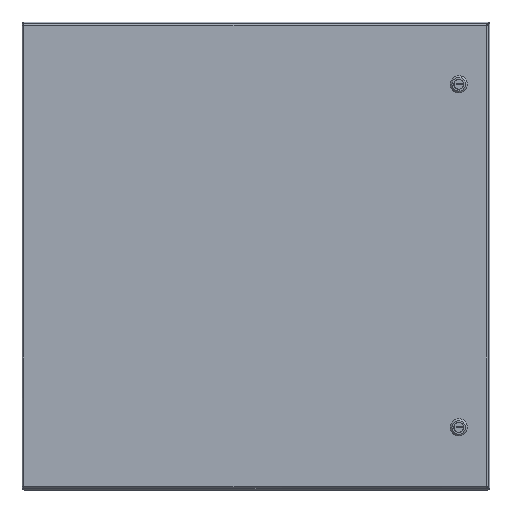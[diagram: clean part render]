
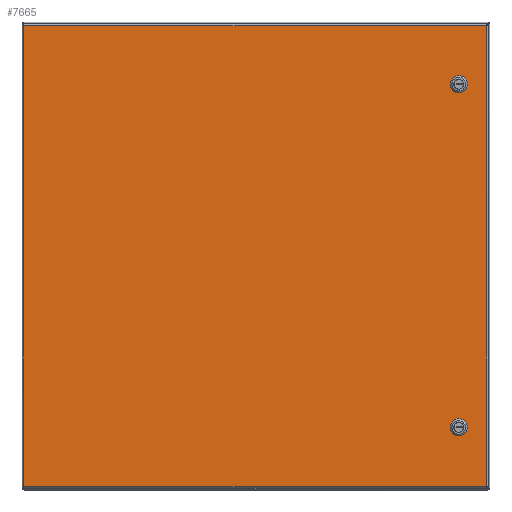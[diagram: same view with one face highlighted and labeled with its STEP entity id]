
A CAD part, top view. The second image highlights one B-rep face of the part: STEP entity #7665.
In plain terms, the highlighted face is planar.
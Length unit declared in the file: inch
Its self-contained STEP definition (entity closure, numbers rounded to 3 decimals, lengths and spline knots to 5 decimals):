
#5722=CARTESIAN_POINT('',(2.08762,4.275,0.0));
#5723=VERTEX_POINT('',#5722);
#5730=CARTESIAN_POINT('',(2.275,4.08762,0.0));
#5731=VERTEX_POINT('',#5730);
#5732=CARTESIAN_POINT('',(1.875,3.875,0.0));
#5733=DIRECTION('',(0.0,0.0,1.0));
#5734=DIRECTION('',(-0.469,-0.883,0.0));
#5735=AXIS2_PLACEMENT_3D('',#5732,#5733,#5734);
#5736=CIRCLE('',#5735,0.453);
#5737=EDGE_CURVE('',#5731,#5723,#5736,.T.);
#5762=CARTESIAN_POINT('',(2.275,3.66238,0.0));
#5763=VERTEX_POINT('',#5762);
#5764=CARTESIAN_POINT('',(2.275,3.66238,0.0));
#5765=DIRECTION('',(0.0,1.0,0.0));
#5766=VECTOR('',#5765,0.42525);
#5767=LINE('',#5764,#5766);
#5768=EDGE_CURVE('',#5763,#5731,#5767,.T.);
#5794=CARTESIAN_POINT('',(2.08762,3.475,0.0));
#5795=VERTEX_POINT('',#5794);
#5796=CARTESIAN_POINT('',(1.875,3.875,0.0));
#5797=DIRECTION('',(0.0,0.0,1.0));
#5798=DIRECTION('',(-0.883,0.469,0.0));
#5799=AXIS2_PLACEMENT_3D('',#5796,#5797,#5798);
#5800=CIRCLE('',#5799,0.453);
#5801=EDGE_CURVE('',#5795,#5763,#5800,.T.);
#5826=CARTESIAN_POINT('',(1.66238,3.475,0.0));
#5827=VERTEX_POINT('',#5826);
#5828=CARTESIAN_POINT('',(1.66238,3.475,0.0));
#5829=DIRECTION('',(1.0,0.0,0.0));
#5830=VECTOR('',#5829,0.42525);
#5831=LINE('',#5828,#5830);
#5832=EDGE_CURVE('',#5827,#5795,#5831,.T.);
#5858=CARTESIAN_POINT('',(1.475,3.66238,0.0));
#5859=VERTEX_POINT('',#5858);
#5860=CARTESIAN_POINT('',(1.875,3.875,0.0));
#5861=DIRECTION('',(0.0,0.0,1.0));
#5862=DIRECTION('',(0.469,0.883,0.0));
#5863=AXIS2_PLACEMENT_3D('',#5860,#5861,#5862);
#5864=CIRCLE('',#5863,0.453);
#5865=EDGE_CURVE('',#5859,#5827,#5864,.T.);
#5890=CARTESIAN_POINT('',(1.475,4.08762,0.0));
#5891=VERTEX_POINT('',#5890);
#5892=CARTESIAN_POINT('',(1.475,4.08762,0.0));
#5893=DIRECTION('',(0.0,-1.0,0.0));
#5894=VECTOR('',#5893,0.42525);
#5895=LINE('',#5892,#5894);
#5896=EDGE_CURVE('',#5891,#5859,#5895,.T.);
#5922=CARTESIAN_POINT('',(1.66238,4.275,0.0));
#5923=VERTEX_POINT('',#5922);
#5924=CARTESIAN_POINT('',(1.875,3.875,0.0));
#5925=DIRECTION('',(0.0,0.0,1.0));
#5926=DIRECTION('',(0.883,-0.469,0.0));
#5927=AXIS2_PLACEMENT_3D('',#5924,#5925,#5926);
#5928=CIRCLE('',#5927,0.453);
#5929=EDGE_CURVE('',#5923,#5891,#5928,.T.);
#5952=CARTESIAN_POINT('',(2.08762,4.275,0.0));
#5953=DIRECTION('',(-1.0,0.0,0.0));
#5954=VECTOR('',#5953,0.42525);
#5955=LINE('',#5952,#5954);
#5956=EDGE_CURVE('',#5723,#5923,#5955,.T.);
#5978=CARTESIAN_POINT('',(2.08762,26.275,0.0));
#5979=VERTEX_POINT('',#5978);
#5986=CARTESIAN_POINT('',(2.275,26.08762,0.0));
#5987=VERTEX_POINT('',#5986);
#5988=CARTESIAN_POINT('',(1.875,25.875,0.0));
#5989=DIRECTION('',(0.0,0.0,1.0));
#5990=DIRECTION('',(-0.469,-0.883,0.0));
#5991=AXIS2_PLACEMENT_3D('',#5988,#5989,#5990);
#5992=CIRCLE('',#5991,0.453);
#5993=EDGE_CURVE('',#5987,#5979,#5992,.T.);
#6018=CARTESIAN_POINT('',(2.275,25.66238,0.0));
#6019=VERTEX_POINT('',#6018);
#6020=CARTESIAN_POINT('',(2.275,25.66238,0.0));
#6021=DIRECTION('',(0.0,1.0,0.0));
#6022=VECTOR('',#6021,0.42525);
#6023=LINE('',#6020,#6022);
#6024=EDGE_CURVE('',#6019,#5987,#6023,.T.);
#6050=CARTESIAN_POINT('',(2.08762,25.475,0.0));
#6051=VERTEX_POINT('',#6050);
#6052=CARTESIAN_POINT('',(1.875,25.875,0.0));
#6053=DIRECTION('',(0.0,0.0,1.0));
#6054=DIRECTION('',(-0.883,0.469,0.0));
#6055=AXIS2_PLACEMENT_3D('',#6052,#6053,#6054);
#6056=CIRCLE('',#6055,0.453);
#6057=EDGE_CURVE('',#6051,#6019,#6056,.T.);
#6082=CARTESIAN_POINT('',(1.66238,25.475,0.0));
#6083=VERTEX_POINT('',#6082);
#6084=CARTESIAN_POINT('',(1.66238,25.475,0.0));
#6085=DIRECTION('',(1.0,0.0,0.0));
#6086=VECTOR('',#6085,0.42525);
#6087=LINE('',#6084,#6086);
#6088=EDGE_CURVE('',#6083,#6051,#6087,.T.);
#6114=CARTESIAN_POINT('',(1.475,25.66238,0.0));
#6115=VERTEX_POINT('',#6114);
#6116=CARTESIAN_POINT('',(1.875,25.875,0.0));
#6117=DIRECTION('',(0.0,0.0,1.0));
#6118=DIRECTION('',(0.469,0.883,0.0));
#6119=AXIS2_PLACEMENT_3D('',#6116,#6117,#6118);
#6120=CIRCLE('',#6119,0.453);
#6121=EDGE_CURVE('',#6115,#6083,#6120,.T.);
#6146=CARTESIAN_POINT('',(1.475,26.08762,0.0));
#6147=VERTEX_POINT('',#6146);
#6148=CARTESIAN_POINT('',(1.475,26.08762,0.0));
#6149=DIRECTION('',(0.0,-1.0,0.0));
#6150=VECTOR('',#6149,0.42525);
#6151=LINE('',#6148,#6150);
#6152=EDGE_CURVE('',#6147,#6115,#6151,.T.);
#6178=CARTESIAN_POINT('',(1.66238,26.275,0.0));
#6179=VERTEX_POINT('',#6178);
#6180=CARTESIAN_POINT('',(1.875,25.875,0.0));
#6181=DIRECTION('',(0.0,0.0,1.0));
#6182=DIRECTION('',(0.883,-0.469,0.0));
#6183=AXIS2_PLACEMENT_3D('',#6180,#6181,#6182);
#6184=CIRCLE('',#6183,0.453);
#6185=EDGE_CURVE('',#6179,#6147,#6184,.T.);
#6208=CARTESIAN_POINT('',(2.08762,26.275,0.0));
#6209=DIRECTION('',(-1.0,0.0,0.0));
#6210=VECTOR('',#6209,0.42525);
#6211=LINE('',#6208,#6210);
#6212=EDGE_CURVE('',#5979,#6179,#6211,.T.);
#6663=CARTESIAN_POINT('',(29.76975,0.10525,0.));
#6664=VERTEX_POINT('',#6663);
#6675=CARTESIAN_POINT('',(29.76975,29.64475,0.));
#6676=VERTEX_POINT('',#6675);
#6677=CARTESIAN_POINT('',(29.76975,29.64475,0.0));
#6678=DIRECTION('',(0.0,-1.0,0.0));
#6679=VECTOR('',#6678,29.5395);
#6680=LINE('',#6677,#6679);
#6681=EDGE_CURVE('',#6676,#6664,#6680,.T.);
#6833=CARTESIAN_POINT('',(0.10525,0.10525,0.));
#6834=VERTEX_POINT('',#6833);
#6845=CARTESIAN_POINT('',(29.76975,0.10525,0.0));
#6846=DIRECTION('',(-1.0,0.0,0.0));
#6847=VECTOR('',#6846,29.6645);
#6848=LINE('',#6845,#6847);
#6849=EDGE_CURVE('',#6664,#6834,#6848,.T.);
#7110=CARTESIAN_POINT('',(0.10525,29.64475,0.));
#7111=VERTEX_POINT('',#7110);
#7122=CARTESIAN_POINT('',(0.10525,0.10525,0.0));
#7123=DIRECTION('',(0.0,1.0,0.0));
#7124=VECTOR('',#7123,29.5395);
#7125=LINE('',#7122,#7124);
#7126=EDGE_CURVE('',#6834,#7111,#7125,.T.);
#7391=CARTESIAN_POINT('',(0.10525,29.64475,0.0));
#7392=DIRECTION('',(1.0,0.0,0.0));
#7393=VECTOR('',#7392,29.6645);
#7394=LINE('',#7391,#7393);
#7395=EDGE_CURVE('',#7111,#6676,#7394,.T.);
#7634=CARTESIAN_POINT('',(14.9375,14.875,0.0));
#7635=DIRECTION('',(0.0,0.0,1.0));
#7636=DIRECTION('',(1.0,0.0,0.0));
#7637=AXIS2_PLACEMENT_3D('',#7634,#7635,#7636);
#7638=PLANE('',#7637);
#7639=ORIENTED_EDGE('',*,*,#6681,.T.);
#7640=ORIENTED_EDGE('',*,*,#6849,.T.);
#7641=ORIENTED_EDGE('',*,*,#7126,.T.);
#7642=ORIENTED_EDGE('',*,*,#7395,.T.);
#7643=EDGE_LOOP('',(#7639,#7640,#7641,#7642));
#7644=FACE_OUTER_BOUND('',#7643,.T.);
#7645=ORIENTED_EDGE('',*,*,#5737,.T.);
#7646=ORIENTED_EDGE('',*,*,#5956,.T.);
#7647=ORIENTED_EDGE('',*,*,#5929,.T.);
#7648=ORIENTED_EDGE('',*,*,#5896,.T.);
#7649=ORIENTED_EDGE('',*,*,#5865,.T.);
#7650=ORIENTED_EDGE('',*,*,#5832,.T.);
#7651=ORIENTED_EDGE('',*,*,#5801,.T.);
#7652=ORIENTED_EDGE('',*,*,#5768,.T.);
#7653=EDGE_LOOP('',(#7645,#7646,#7647,#7648,#7649,#7650,#7651,#7652));
#7654=FACE_BOUND('',#7653,.T.);
#7655=ORIENTED_EDGE('',*,*,#5993,.T.);
#7656=ORIENTED_EDGE('',*,*,#6212,.T.);
#7657=ORIENTED_EDGE('',*,*,#6185,.T.);
#7658=ORIENTED_EDGE('',*,*,#6152,.T.);
#7659=ORIENTED_EDGE('',*,*,#6121,.T.);
#7660=ORIENTED_EDGE('',*,*,#6088,.T.);
#7661=ORIENTED_EDGE('',*,*,#6057,.T.);
#7662=ORIENTED_EDGE('',*,*,#6024,.T.);
#7663=EDGE_LOOP('',(#7655,#7656,#7657,#7658,#7659,#7660,#7661,#7662));
#7664=FACE_BOUND('',#7663,.T.);
#7665=ADVANCED_FACE('',(#7644,#7654,#7664),#7638,.F.);
